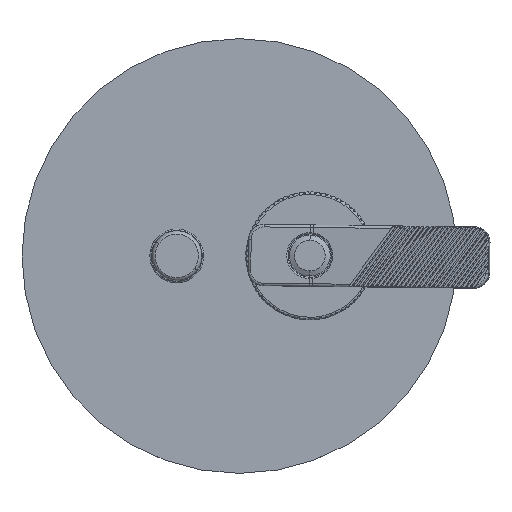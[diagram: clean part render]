
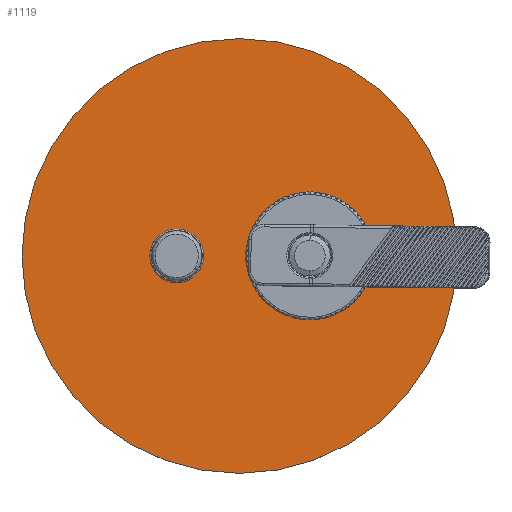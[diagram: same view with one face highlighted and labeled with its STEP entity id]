
A CAD part, top view. The second image highlights one B-rep face of the part: STEP entity #1119.
In plain terms, the highlighted planar face has unit normal (0, 0, 1).
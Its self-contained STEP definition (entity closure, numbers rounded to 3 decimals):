
#126 = DIRECTION ( 'NONE',  ( 0., -1., 0. ) ) ;
#256 = EDGE_CURVE ( 'NONE', #12703, #4173, #2040, .T. ) ;
#680 = DIRECTION ( 'NONE',  ( 0., -1., 0. ) ) ;
#703 = CARTESIAN_POINT ( 'NONE',  ( -23.25, 34.825, 28.753 ) ) ;
#1119 = ADVANCED_FACE ( 'NONE', ( #14103, #13043, #5261 ), #9860, .T. ) ;
#1223 = DIRECTION ( 'NONE',  ( 0., 0., 1. ) ) ;
#1399 = CARTESIAN_POINT ( 'NONE',  ( -38.295, 39.39, 28.753 ) ) ;
#1475 = CARTESIAN_POINT ( 'NONE',  ( -108.25, 34.825, 28.753 ) ) ;
#1709 = EDGE_CURVE ( 'NONE', #12935, #6097, #13516, .T. ) ;
#1974 = CARTESIAN_POINT ( 'NONE',  ( 4.25, 34.825, 28.753 ) ) ;
#2040 = CIRCLE ( 'NONE', #8685, 10.5 ) ;
#2107 = DIRECTION ( 'NONE',  ( -1., 0., 0. ) ) ;
#2706 = DIRECTION ( 'NONE',  ( 0., 0., 1. ) ) ;
#2890 = EDGE_CURVE ( 'NONE', #7945, #11052, #10138, .T. ) ;
#3142 = CIRCLE ( 'NONE', #9805, 24.9 ) ;
#3351 = AXIS2_PLACEMENT_3D ( 'NONE', #8777, #6585, #12169 ) ;
#3470 = AXIS2_PLACEMENT_3D ( 'NONE', #703, #5088, #4802 ) ;
#4173 = VERTEX_POINT ( 'NONE', #11697 ) ;
#4191 = ORIENTED_EDGE ( 'NONE', *, *, #256, .F. ) ;
#4617 = EDGE_LOOP ( 'NONE', ( #9414, #7673 ) ) ;
#4802 = DIRECTION ( 'NONE',  ( -1., 0., 0. ) ) ;
#5088 = DIRECTION ( 'NONE',  ( 0., 0., 1. ) ) ;
#5261 = FACE_BOUND ( 'NONE', #8812, .T. ) ;
#5277 = AXIS2_PLACEMENT_3D ( 'NONE', #10872, #7569, #2107 ) ;
#5419 = AXIS2_PLACEMENT_3D ( 'NONE', #10852, #1223, #126 ) ;
#6097 = VERTEX_POINT ( 'NONE', #11857 ) ;
#6175 = EDGE_CURVE ( 'NONE', #6097, #12935, #3142, .T. ) ;
#6495 = EDGE_LOOP ( 'NONE', ( #10345, #7702 ) ) ;
#6585 = DIRECTION ( 'NONE',  ( 0., 0., 1. ) ) ;
#7297 = AXIS2_PLACEMENT_3D ( 'NONE', #1974, #12702, #680 ) ;
#7569 = DIRECTION ( 'NONE',  ( 0., 0., 1. ) ) ;
#7673 = ORIENTED_EDGE ( 'NONE', *, *, #12052, .T. ) ;
#7702 = ORIENTED_EDGE ( 'NONE', *, *, #6175, .F. ) ;
#7720 = CIRCLE ( 'NONE', #5419, 10.5 ) ;
#7945 = VERTEX_POINT ( 'NONE', #1475 ) ;
#8433 = CARTESIAN_POINT ( 'NONE',  ( 29.15, 34.825, 28.753 ) ) ;
#8678 = CARTESIAN_POINT ( 'NONE',  ( 4.25, 34.825, 28.753 ) ) ;
#8685 = AXIS2_PLACEMENT_3D ( 'NONE', #13701, #2706, #9169 ) ;
#8777 = CARTESIAN_POINT ( 'NONE',  ( -23.25, 34.825, 28.753 ) ) ;
#8812 = EDGE_LOOP ( 'NONE', ( #11773, #4191 ) ) ;
#9078 = CARTESIAN_POINT ( 'NONE',  ( 61.75, 34.825, 28.753 ) ) ;
#9169 = DIRECTION ( 'NONE',  ( 0., -1., 0. ) ) ;
#9414 = ORIENTED_EDGE ( 'NONE', *, *, #2890, .T. ) ;
#9805 = AXIS2_PLACEMENT_3D ( 'NONE', #8678, #13087, #13236 ) ;
#9860 = PLANE ( 'NONE',  #5277 ) ;
#10138 = CIRCLE ( 'NONE', #3470, 85. ) ;
#10345 = ORIENTED_EDGE ( 'NONE', *, *, #1709, .F. ) ;
#10852 = CARTESIAN_POINT ( 'NONE',  ( -47.75, 34.825, 28.753 ) ) ;
#10872 = CARTESIAN_POINT ( 'NONE',  ( 59.25, -20.175, 28.753 ) ) ;
#11052 = VERTEX_POINT ( 'NONE', #9078 ) ;
#11173 = CIRCLE ( 'NONE', #3351, 85. ) ;
#11697 = CARTESIAN_POINT ( 'NONE',  ( -57.206, 30.26, 28.753 ) ) ;
#11773 = ORIENTED_EDGE ( 'NONE', *, *, #12405, .F. ) ;
#11857 = CARTESIAN_POINT ( 'NONE',  ( -20.65, 34.825, 28.753 ) ) ;
#12052 = EDGE_CURVE ( 'NONE', #11052, #7945, #11173, .T. ) ;
#12169 = DIRECTION ( 'NONE',  ( -1., 0., 0. ) ) ;
#12405 = EDGE_CURVE ( 'NONE', #4173, #12703, #7720, .T. ) ;
#12702 = DIRECTION ( 'NONE',  ( 0., 0., 1. ) ) ;
#12703 = VERTEX_POINT ( 'NONE', #1399 ) ;
#12935 = VERTEX_POINT ( 'NONE', #8433 ) ;
#13043 = FACE_OUTER_BOUND ( 'NONE', #4617, .T. ) ;
#13087 = DIRECTION ( 'NONE',  ( 0., 0., 1. ) ) ;
#13236 = DIRECTION ( 'NONE',  ( 0., -1., 0. ) ) ;
#13516 = CIRCLE ( 'NONE', #7297, 24.9 ) ;
#13701 = CARTESIAN_POINT ( 'NONE',  ( -47.75, 34.825, 28.753 ) ) ;
#14103 = FACE_BOUND ( 'NONE', #6495, .T. ) ;
